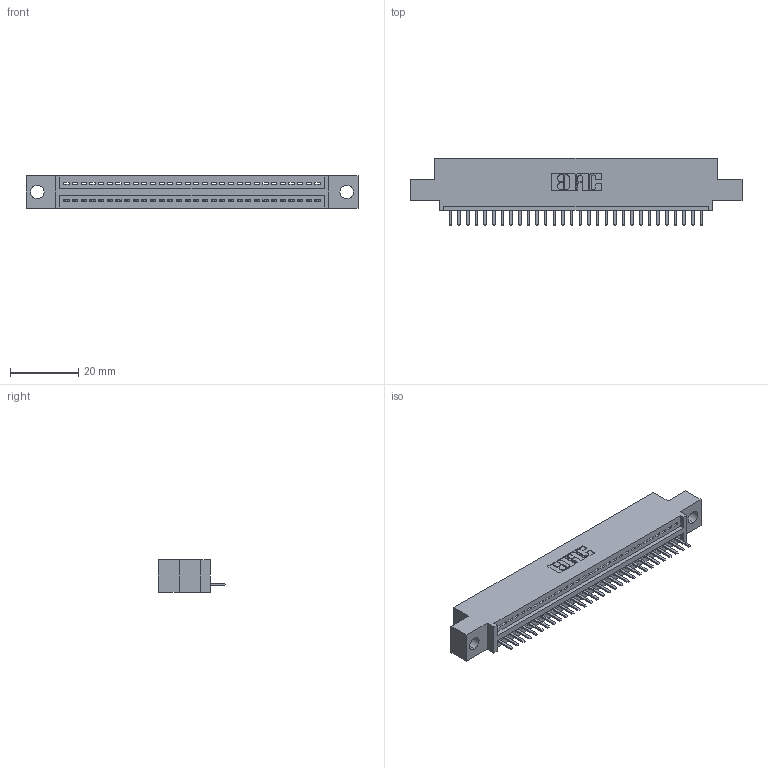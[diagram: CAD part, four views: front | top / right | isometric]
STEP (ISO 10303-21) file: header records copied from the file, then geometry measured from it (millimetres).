
FILE_DESCRIPTION (( 'STEP AP203' ), '1' );
FILE_NAME ('395-030-520-404.STEP', '2018-11-10T22:44:25', ( '' ), ( '' ), 'SwSTEP 2.0', 'SolidWorks 2016', '' );
FILE_SCHEMA (( 'CONFIG_CONTROL_DESIGN' ));
Length unit declared in the file: inch
Products named in the file (3): 345 Part_0.110 Offset - 0.156 Dia-TH; 395-030-520-404; 345-292-001_345-293-120
Assembly tree (31 placements, depth 2):
  395-030-520-404
    345 Part_0.110 Offset - 0.156 Dia-TH
    345-292-001_345-293-120  x30
Bounding box: 97.41 x 19.68 x 9.4 mm (x, y, z)
Volume: 8906.2 mm3; surface area: 11280.8 mm2
Topology: 31 solids, 31 shells, 1990 faces, 5873 edges, 3834 vertices
Faces by surface type: plane 1344, cylinder 646
Entity records: 24443 total; most frequent: CARTESIAN_POINT 4254, ORIENTED_EDGE 4206, DIRECTION 3719, EDGE_CURVE 2103, VECTOR 1847, LINE 1847, VERTEX_POINT 1398, AXIS2_PLACEMENT_3D 936
